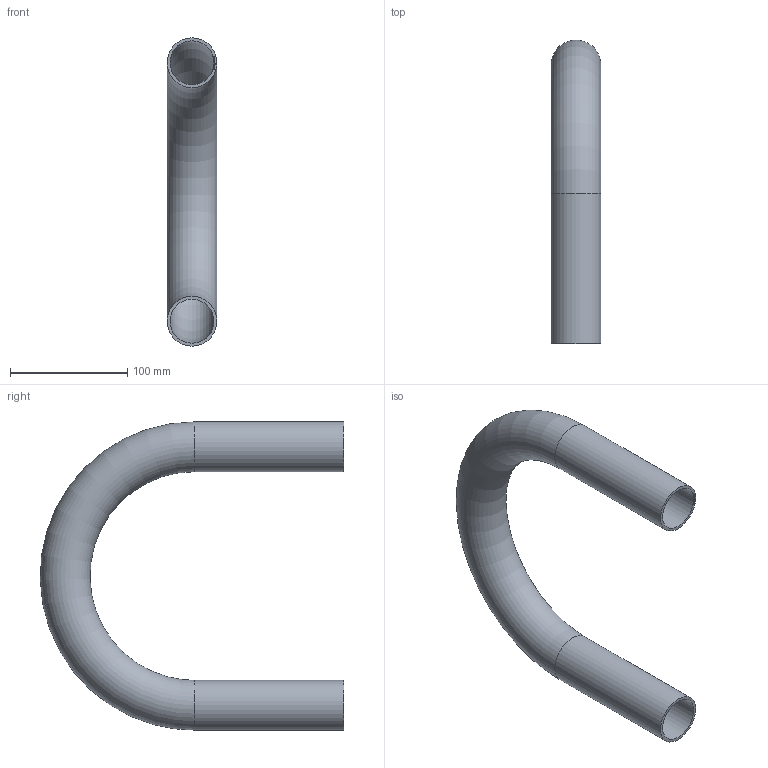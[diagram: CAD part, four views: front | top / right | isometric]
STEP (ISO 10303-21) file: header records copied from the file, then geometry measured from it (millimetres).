
FILE_DESCRIPTION (( 'STEP AP203' ), '1' );
FILE_NAME ('6967-U110.step', '2023-09-14T09:52:47', ( '' ), ( '' ), 'SwSTEP 2.0', 'SolidWorks 2018', '' );
FILE_SCHEMA (( 'CONFIG_CONTROL_DESIGN' ));
Length unit declared in the file: millimetre
Products named in the file (1): 6967-U110
Bounding box: 42.4 x 258.37 x 262.4 mm (x, y, z)
Volume: 188024.1 mm3; surface area: 151051.6 mm2
Topology: 1 solids, 1 shells, 214 faces, 561 edges, 373 vertices
Faces by surface type: plane 117, bspline 91, cylinder 4, torus 2
Full cylindrical faces by diameter (mm): 37.4 x2, 42.4 x2
Entity records: 11409 total; most frequent: CARTESIAN_POINT 6696, ORIENTED_EDGE 1108, DIRECTION 628, EDGE_CURVE 554, VERTEX_POINT 372, VECTOR 364, LINE 364, EDGE_LOOP 246
